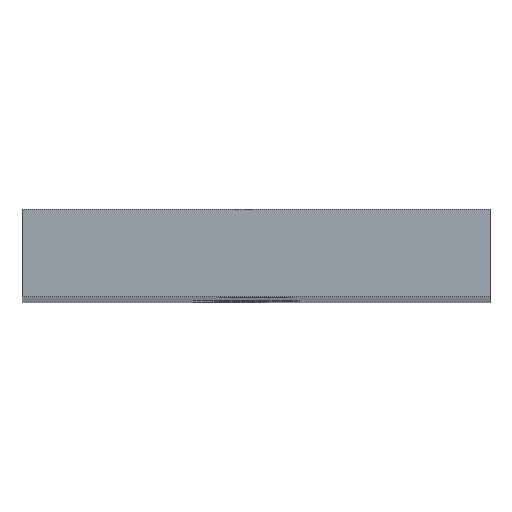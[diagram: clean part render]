
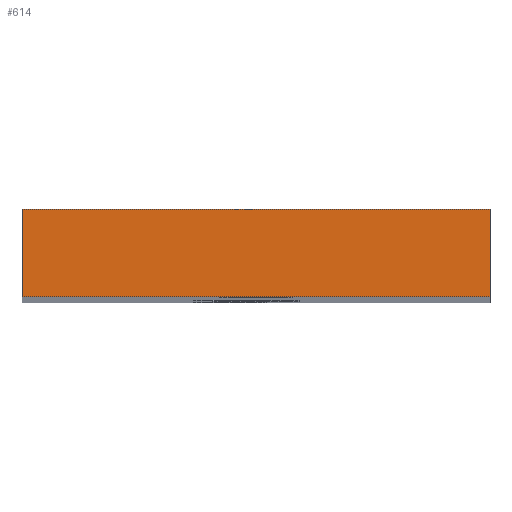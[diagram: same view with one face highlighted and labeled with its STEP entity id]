
A CAD part, top view. The second image highlights one B-rep face of the part: STEP entity #614.
In plain terms, the highlighted planar face has unit normal (0, 0, 1).
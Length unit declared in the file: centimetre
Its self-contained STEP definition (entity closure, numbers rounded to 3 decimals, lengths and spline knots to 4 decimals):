
#35=VECTOR('',#794,1.);
#38=VECTOR('',#846,1.);
#43=VECTOR('',#852,1.);
#45=VECTOR('',#856,1.);
#47=LINE('',#973,#35);
#50=LINE('',#1027,#38);
#55=LINE('',#1037,#43);
#57=LINE('',#1041,#45);
#63=PLANE('',#701);
#94=VERTEX_POINT('',#971);
#96=VERTEX_POINT('',#974);
#122=VERTEX_POINT('',#1028);
#123=VERTEX_POINT('',#1029);
#211=EDGE_CURVE('',#96,#94,#47,.T.);
#238=EDGE_CURVE('',#122,#123,#50,.T.);
#243=EDGE_CURVE('',#122,#94,#55,.T.);
#245=EDGE_CURVE('',#123,#96,#57,.T.);
#326=ORIENTED_EDGE('',*,*,#211,.T.);
#327=ORIENTED_EDGE('',*,*,#243,.F.);
#328=ORIENTED_EDGE('',*,*,#238,.T.);
#329=ORIENTED_EDGE('',*,*,#245,.T.);
#443=EDGE_LOOP('',(#326,#327,#328,#329));
#557=FACE_BOUND('',#443,.T.);
#614=ADVANCED_FACE('',(#557),#63,.T.);
#701=AXIS2_PLACEMENT_3D('',#1042,#857,$);
#794=DIRECTION('',(-1.,0.,0.));
#846=DIRECTION('',(1.,0.,0.));
#852=DIRECTION('',(0.,1.,0.));
#856=DIRECTION('',(0.,1.,0.));
#857=DIRECTION('',(0.,0.,1.));
#971=CARTESIAN_POINT('',(-2.54,0.9525,36.2744));
#973=CARTESIAN_POINT('',(-2.54,0.9525,36.2744));
#974=CARTESIAN_POINT('',(2.54,0.9525,36.2744));
#1027=CARTESIAN_POINT('',(-2.54,0.,36.2744));
#1028=CARTESIAN_POINT('',(-2.54,0.,36.2744));
#1029=CARTESIAN_POINT('',(2.54,0.,36.2744));
#1037=CARTESIAN_POINT('',(-2.54,0.,36.2744));
#1041=CARTESIAN_POINT('',(2.54,0.,36.2744));
#1042=CARTESIAN_POINT('',(0.,0.,36.2744));
